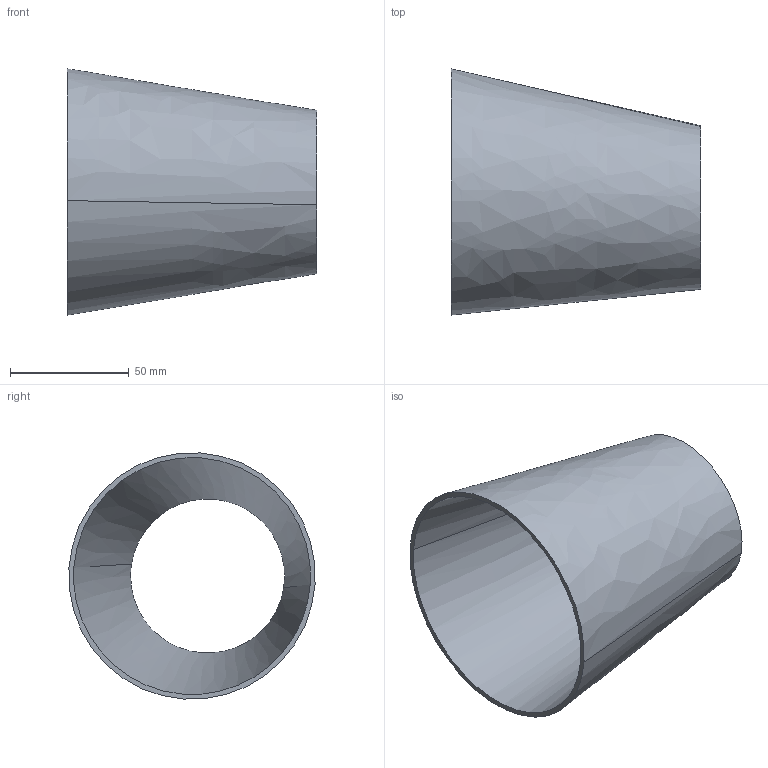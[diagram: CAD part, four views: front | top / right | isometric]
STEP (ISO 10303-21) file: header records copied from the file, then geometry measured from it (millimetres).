
FILE_DESCRIPTION (( 'STEP AP203' ), '1' );
FILE_NAME ('3D_R168_DN104-69_17322215.STEP', '2024-07-16T14:01:12', ( '' ), ( '' ), 'SwSTEP 2.0', 'SolidWorks 2024', '' );
FILE_SCHEMA (( 'CONFIG_CONTROL_DESIGN' ));
Length unit declared in the file: millimetre
Products named in the file (1): 3D_R168_DN104-69_17322215
Bounding box: 105 x 103.74 x 103.74 mm (x, y, z)
Volume: 56511 mm3; surface area: 57592.2 mm2
Topology: 1 solids, 1 shells, 6 faces, 12 edges, 8 vertices
Faces by surface type: bspline 4, plane 2
Entity records: 1647 total; most frequent: CARTESIAN_POINT 1461, ORIENTED_EDGE 24, DIRECTION 14, EDGE_CURVE 12, VERTEX_POINT 8, PERSON_AND_ORGANIZATION 8, B_SPLINE_CURVE_WITH_KNOTS 8, EDGE_LOOP 8
